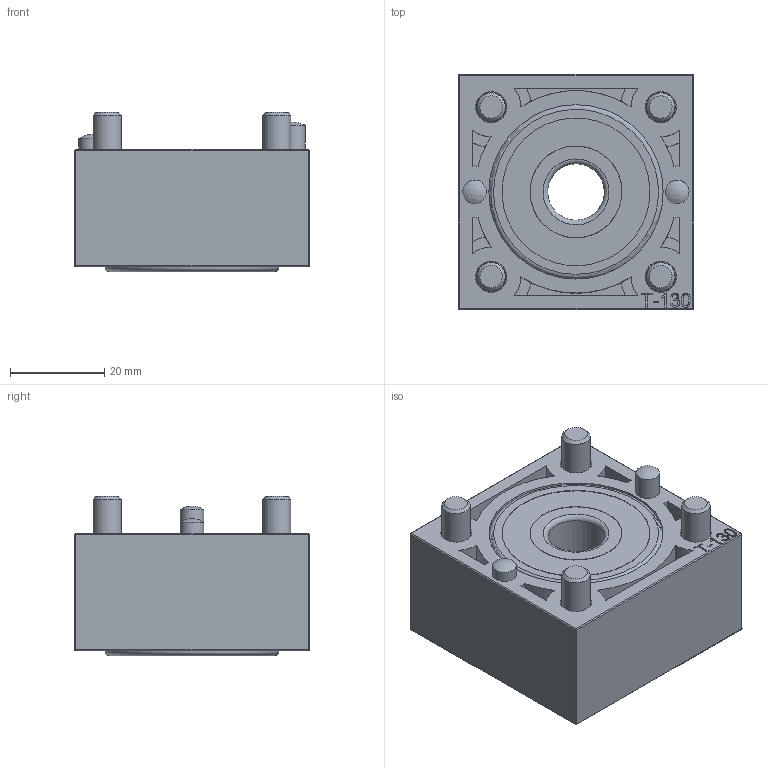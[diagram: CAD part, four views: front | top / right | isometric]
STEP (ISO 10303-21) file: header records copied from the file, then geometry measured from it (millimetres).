
FILE_DESCRIPTION(/* description */ ('Unknown'),/* implementation_level */ '2;1');
FILE_NAME(/* name */ 'A-0000036-Flanschlager50-doppelt',/* time_stamp */ '2020-03-19T15:18:57+01:00',/* author */ ('Unknown'),/* organization */ ('Unknown'),/* preprocessor_version */ 'ST-DEVELOPER v16.7',/* originating_system */ 'Solid Edge',/* authorisation */ 'Unknown');
FILE_SCHEMA (('AUTOMOTIVE_DESIGN {1 0 10303 214 3 1 1}'));
Length unit declared in the file: millimetre
Products named in the file (1): A-0000036-Flanschlager50-doppelt-dy
Bounding box: 50 x 50 x 33.8 mm (x, y, z)
Volume: 45434.6 mm3; surface area: 26846.2 mm2
Topology: 1 solids, 4 shells, 280 faces, 664 edges, 419 vertices
Faces by surface type: plane 128, cylinder 70, cone 39, torus 24, bspline 12, sphere 7
Full cylindrical faces by diameter (mm): 5 x2, 6 x4, 6.6 x4, 10 x4, 11 x4, 12 x2, 19.5 x6, 29.4 x4, 31 x1, 31.4 x4, 37 x3
Entity records: 9917 total; most frequent: CARTESIAN_POINT 1956, DIRECTION 1246, ORIENTED_EDGE 1100, EDGE_CURVE 550, AXIS2_PLACEMENT_3D 489, FACE_BOUND 405, EDGE_LOOP 400, VERTEX_POINT 393
